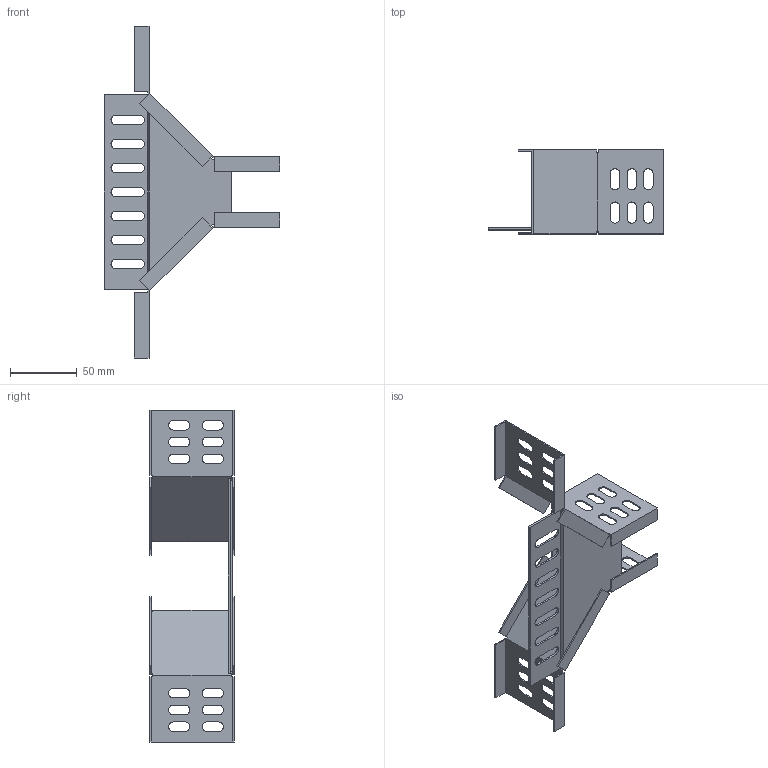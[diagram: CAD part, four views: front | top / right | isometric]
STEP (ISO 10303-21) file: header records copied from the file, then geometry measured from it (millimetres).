
FILE_DESCRIPTION (( 'STEP AP214' ), '1' );
FILE_NAME ('7120460.stp', '2020-01-08T14:44:43', ( '' ), ( '' ), 'SwSTEP 2.0', 'SolidWorks 2018', '' );
FILE_SCHEMA (( 'AUTOMOTIVE_DESIGN' ));
Length unit declared in the file: millimetre
Products named in the file (3): 7120460; 121424_Standard; 121401_H=60
Assembly tree (3 placements, depth 2):
  7120460
    121424_Standard
    121401_H=60  x2
Bounding box: 131.5 x 63 x 249 mm (x, y, z)
Volume: 39096.2 mm3; surface area: 72428.1 mm2
Topology: 3 solids, 3 shells, 222 faces, 648 edges, 432 vertices
Faces by surface type: plane 156, cylinder 62, bspline 4
Entity records: 6294 total; most frequent: CARTESIAN_POINT 974, ORIENTED_EDGE 792, DIRECTION 732, EDGE_CURVE 396, LINE 304, VECTOR 304, VERTEX_POINT 264, AXIS2_PLACEMENT_3D 214
